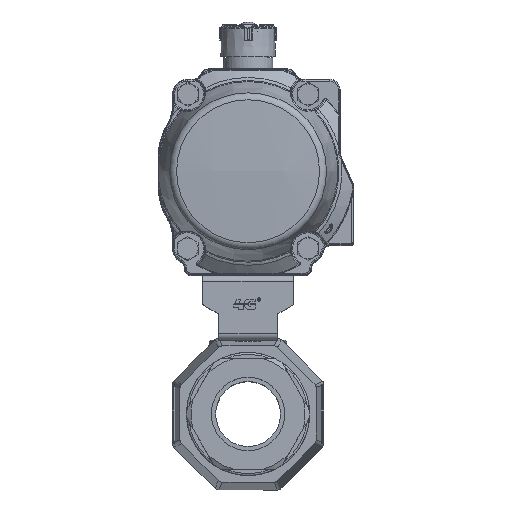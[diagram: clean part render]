
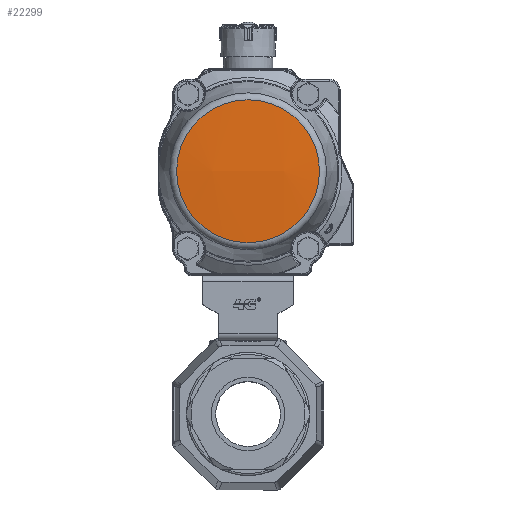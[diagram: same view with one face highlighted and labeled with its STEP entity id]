
A CAD part, top view. The second image highlights one B-rep face of the part: STEP entity #22299.
In plain terms, the highlighted spherical face has radius 693 mm.
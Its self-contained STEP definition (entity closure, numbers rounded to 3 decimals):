
#41=SPHERICAL_SURFACE('',#24388,693.);
#8938=ORIENTED_EDGE('',*,*,#12598,.T.);
#12598=EDGE_CURVE('',#14728,#14728,#15938,.T.);
#14728=VERTEX_POINT('',#44856);
#15938=CIRCLE('',#24387,55.109);
#17328=EDGE_LOOP('',(#8938));
#18854=FACE_BOUND('',#17328,.T.);
#22299=ADVANCED_FACE('',(#18854),#41,.T.);
#24387=AXIS2_PLACEMENT_3D('',#44855,#29378,#29379);
#24388=AXIS2_PLACEMENT_3D('',#44857,#29380,#29381);
#29378=DIRECTION('',(0.,0.,-1.));
#29379=DIRECTION('',(-1.,0.,0.));
#29380=DIRECTION('',(0.,1.,0.));
#29381=DIRECTION('',(1.,0.,0.));
#44855=CARTESIAN_POINT('',(0.,0.,-173.305));
#44856=CARTESIAN_POINT('',(-55.109,0.,-173.305));
#44857=CARTESIAN_POINT('',(0.,0.,517.5));
